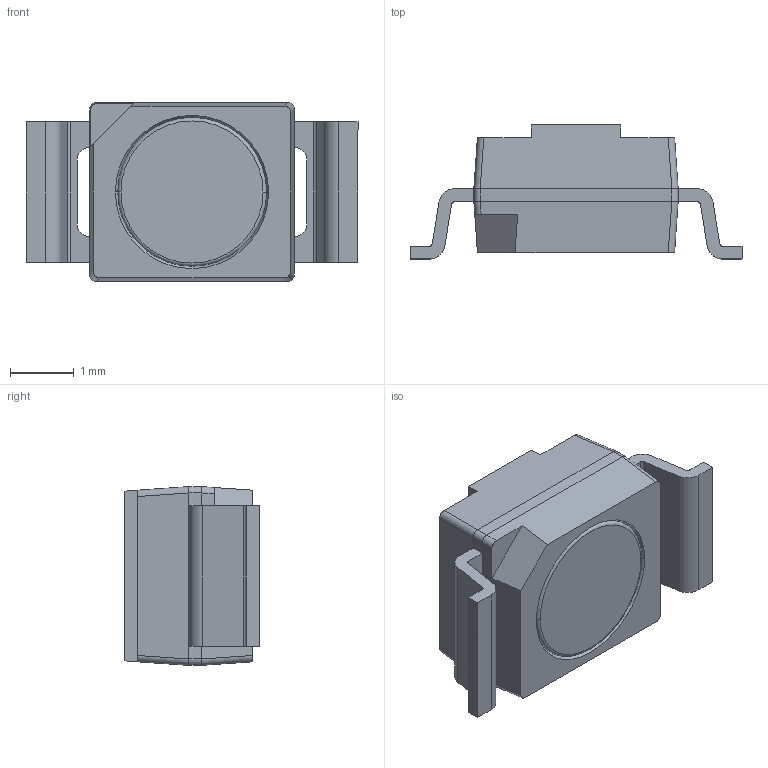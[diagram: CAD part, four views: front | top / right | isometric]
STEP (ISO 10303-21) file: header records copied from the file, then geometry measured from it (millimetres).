
FILE_DESCRIPTION (( 'STEP AP214' ), '1' );
FILE_NAME ('SFH 3211 FA-Z.STEP', '2020-10-15T10:41:01', ( '' ), ( '' ), 'SwSTEP 2.0', 'SolidWorks 2017', '' );
FILE_SCHEMA (( 'AUTOMOTIVE_DESIGN' ));
Length unit declared in the file: millimetre
Products named in the file (1): SFH 3211 FA-Z
Bounding box: 5.2 x 2.1 x 2.8 mm (x, y, z)
Volume: 17.6 mm3; surface area: 70.1 mm2
Topology: 4 solids, 4 shells, 77 faces, 202 edges, 134 vertices
Faces by surface type: plane 47, cylinder 24, cone 4, torus 2
Entity records: 2417 total; most frequent: CARTESIAN_POINT 462, ORIENTED_EDGE 404, DIRECTION 378, EDGE_CURVE 202, VECTOR 150, LINE 150, VERTEX_POINT 134, AXIS2_PLACEMENT_3D 114
